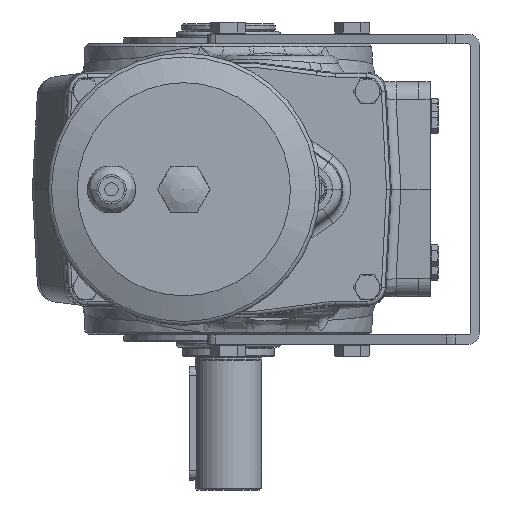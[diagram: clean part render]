
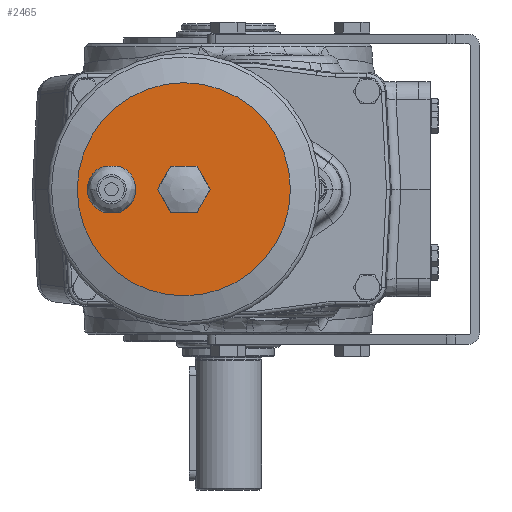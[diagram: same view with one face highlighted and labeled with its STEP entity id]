
A CAD part, left-side view. The second image highlights one B-rep face of the part: STEP entity #2465.
In plain terms, the highlighted planar face has unit normal (-1, 0, 0).
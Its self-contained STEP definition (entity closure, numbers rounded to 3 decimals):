
#2465 = ADVANCED_FACE( '', ( #5652, #5653, #5654 ), #5655, .T. );
#5652 = FACE_BOUND( '', #17603, .T. );
#5653 = FACE_OUTER_BOUND( '', #17604, .T. );
#5654 = FACE_BOUND( '', #17605, .T. );
#5655 = PLANE( '', #17606 );
#17603 = EDGE_LOOP( '', ( #26897, #26898, #26899, #26900 ) );
#17604 = EDGE_LOOP( '', ( #26901 ) );
#17605 = EDGE_LOOP( '', ( #26902, #26903, #26904, #26905, #26906, #26907 ) );
#17606 = AXIS2_PLACEMENT_3D( '', #26908, #26909, #26910 );
#26897 = ORIENTED_EDGE( '', *, *, #31158, .F. );
#26898 = ORIENTED_EDGE( '', *, *, #32708, .F. );
#26899 = ORIENTED_EDGE( '', *, *, #32931, .F. );
#26900 = ORIENTED_EDGE( '', *, *, #32932, .T. );
#26901 = ORIENTED_EDGE( '', *, *, #32933, .T. );
#26902 = ORIENTED_EDGE( '', *, *, #31946, .T. );
#26903 = ORIENTED_EDGE( '', *, *, #32759, .T. );
#26904 = ORIENTED_EDGE( '', *, *, #31972, .T. );
#26905 = ORIENTED_EDGE( '', *, *, #31512, .T. );
#26906 = ORIENTED_EDGE( '', *, *, #32155, .T. );
#26907 = ORIENTED_EDGE( '', *, *, #32934, .T. );
#26908 = CARTESIAN_POINT( '', ( -601.9, 79.4, 0. ) );
#26909 = DIRECTION( '', ( -1., 0., 0. ) );
#26910 = DIRECTION( '', ( 0., 1., 0. ) );
#31158 = EDGE_CURVE( '', #35043, #35044, #35045, .T. );
#31512 = EDGE_CURVE( '', #35622, #35626, #35628, .T. );
#31946 = EDGE_CURVE( '', #36281, #36285, #36287, .T. );
#31972 = EDGE_CURVE( '', #36321, #35622, #36324, .T. );
#32155 = EDGE_CURVE( '', #35626, #36587, #36589, .T. );
#32708 = EDGE_CURVE( '', #37342, #35043, #37344, .T. );
#32759 = EDGE_CURVE( '', #36285, #36321, #37411, .T. );
#32931 = EDGE_CURVE( '', #37628, #37342, #37629, .T. );
#32932 = EDGE_CURVE( '', #37628, #35044, #37630, .T. );
#32933 = EDGE_CURVE( '', #37631, #37631, #37632, .T. );
#32934 = EDGE_CURVE( '', #36587, #36281, #37633, .T. );
#35043 = VERTEX_POINT( '', #41498 );
#35044 = VERTEX_POINT( '', #41499 );
#35045 = CIRCLE( '', #41500, 12.8 );
#35622 = VERTEX_POINT( '', #42652 );
#35626 = VERTEX_POINT( '', #42657 );
#35628 = LINE( '', #42660, #42661 );
#36281 = VERTEX_POINT( '', #44075 );
#36285 = VERTEX_POINT( '', #44080 );
#36287 = LINE( '', #44083, #44084 );
#36321 = VERTEX_POINT( '', #44244 );
#36324 = LINE( '', #44248, #44249 );
#36587 = VERTEX_POINT( '', #44690 );
#36589 = LINE( '', #44693, #44694 );
#37342 = VERTEX_POINT( '', #46527 );
#37344 = LINE( '', #46530, #46531 );
#37411 = LINE( '', #46638, #46639 );
#37628 = VERTEX_POINT( '', #46996 );
#37629 = CIRCLE( '', #46997, 12.8 );
#37630 = LINE( '', #46998, #46999 );
#37631 = VERTEX_POINT( '', #47000 );
#37632 = CIRCLE( '', #47001, 56. );
#37633 = LINE( '', #47002, #47003 );
#41498 = CARTESIAN_POINT( '', ( -601.9, 56.946, -12. ) );
#41499 = CARTESIAN_POINT( '', ( -601.9, 56.946, 12. ) );
#41500 = AXIS2_PLACEMENT_3D( '', #49445, #49446, #49447 );
#42652 = CARTESIAN_POINT( '', ( -601.9, 30.328, -12. ) );
#42657 = CARTESIAN_POINT( '', ( -601.9, 37.256, 0. ) );
#42660 = CARTESIAN_POINT( '', ( -601.9, 30.328, -12. ) );
#42661 = VECTOR( '', #49874, 1000. );
#44075 = CARTESIAN_POINT( '', ( -601.9, 16.472, 12. ) );
#44080 = CARTESIAN_POINT( '', ( -601.9, 9.544, 0. ) );
#44083 = CARTESIAN_POINT( '', ( -601.9, 16.472, 12. ) );
#44084 = VECTOR( '', #50361, 1000. );
#44244 = CARTESIAN_POINT( '', ( -601.9, 16.472, -12. ) );
#44248 = CARTESIAN_POINT( '', ( -601.9, 16.472, -12. ) );
#44249 = VECTOR( '', #50393, 1000. );
#44690 = CARTESIAN_POINT( '', ( -601.9, 30.328, 12. ) );
#44693 = CARTESIAN_POINT( '', ( -601.9, 37.256, 0. ) );
#44694 = VECTOR( '', #50588, 1000. );
#46527 = CARTESIAN_POINT( '', ( -601.9, 65.854, -12. ) );
#46530 = CARTESIAN_POINT( '', ( -601.9, 65.854, -12. ) );
#46531 = VECTOR( '', #51204, 1000. );
#46638 = CARTESIAN_POINT( '', ( -601.9, 9.544, 0. ) );
#46639 = VECTOR( '', #51260, 1000. );
#46996 = CARTESIAN_POINT( '', ( -601.9, 65.854, 12. ) );
#46997 = AXIS2_PLACEMENT_3D( '', #51425, #51426, #51427 );
#46998 = CARTESIAN_POINT( '', ( -601.9, 65.854, 12. ) );
#46999 = VECTOR( '', #51428, 1000. );
#47000 = CARTESIAN_POINT( '', ( -601.9, 79.4, 0. ) );
#47001 = AXIS2_PLACEMENT_3D( '', #51429, #51430, #51431 );
#47002 = CARTESIAN_POINT( '', ( -601.9, 30.328, 12. ) );
#47003 = VECTOR( '', #51432, 1000. );
#49445 = CARTESIAN_POINT( '', ( -601.9, 61.4, 0. ) );
#49446 = DIRECTION( '', ( -1., 0., 0. ) );
#49447 = DIRECTION( '', ( 0., 1., 0. ) );
#49874 = DIRECTION( '', ( 0., 0.5, 0.866 ) );
#50361 = DIRECTION( '', ( 0., -0.5, -0.866 ) );
#50393 = DIRECTION( '', ( 0., 1., 0. ) );
#50588 = DIRECTION( '', ( 0., -0.5, 0.866 ) );
#51204 = DIRECTION( '', ( 0., -1., 0. ) );
#51260 = DIRECTION( '', ( 0., 0.5, -0.866 ) );
#51425 = CARTESIAN_POINT( '', ( -601.9, 61.4, 0. ) );
#51426 = DIRECTION( '', ( -1., 0., 0. ) );
#51427 = DIRECTION( '', ( 0., 1., 0. ) );
#51428 = DIRECTION( '', ( 0., -1., 0. ) );
#51429 = CARTESIAN_POINT( '', ( -601.9, 23.4, 0. ) );
#51430 = DIRECTION( '', ( -1., 0., 0. ) );
#51431 = DIRECTION( '', ( 0., 1., 0. ) );
#51432 = DIRECTION( '', ( 0., -1., 0. ) );
